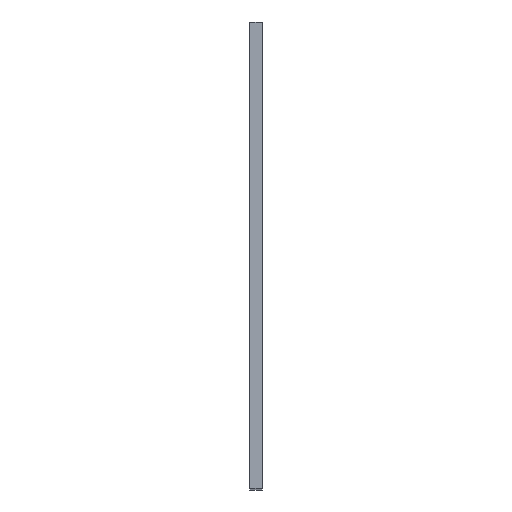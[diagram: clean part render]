
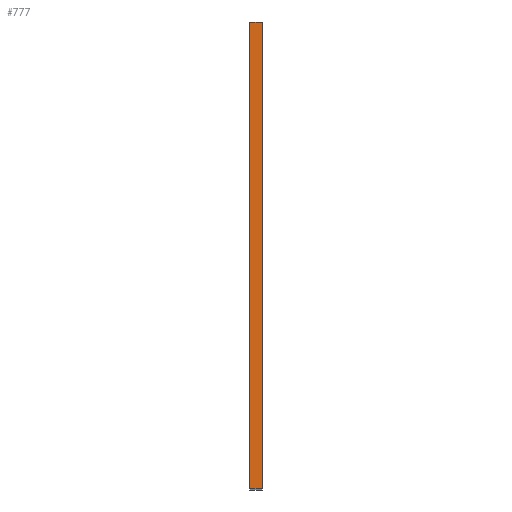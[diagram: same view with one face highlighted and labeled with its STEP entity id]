
A CAD part, top view. The second image highlights one B-rep face of the part: STEP entity #777.
In plain terms, the highlighted planar face has unit normal (0, 0, 1).
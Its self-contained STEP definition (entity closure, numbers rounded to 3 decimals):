
#7 = AXIS2_PLACEMENT_3D ( 'NONE', #388, #432, #431 ) ;
#38 = EDGE_CURVE ( 'NONE', #201, #218, #225, .T. ) ;
#48 = EDGE_CURVE ( 'NONE', #201, #239, #723, .T. ) ;
#53 = EDGE_CURVE ( 'NONE', #216, #218, #713, .T. ) ;
#72 = EDGE_CURVE ( 'NONE', #239, #216, #131, .T. ) ;
#128 = VECTOR ( 'NONE', #318, 1000. ) ;
#131 = LINE ( 'NONE', #466, #128 ) ;
#150 = EDGE_LOOP ( 'NONE', ( #748, #170, #152, #753 ) ) ;
#152 = ORIENTED_EDGE ( 'NONE', *, *, #72, .F. ) ;
#170 = ORIENTED_EDGE ( 'NONE', *, *, #53, .F. ) ;
#201 = VERTEX_POINT ( 'NONE', #541 ) ;
#216 = VERTEX_POINT ( 'NONE', #532 ) ;
#218 = VERTEX_POINT ( 'NONE', #530 ) ;
#225 = LINE ( 'NONE', #468, #233 ) ;
#233 = VECTOR ( 'NONE', #474, 1000. ) ;
#239 = VERTEX_POINT ( 'NONE', #526 ) ;
#275 = FACE_OUTER_BOUND ( 'NONE', #150, .T. ) ;
#318 = DIRECTION ( 'NONE',  ( 0., 1., 0. ) ) ;
#360 = DIRECTION ( 'NONE',  ( -1., 0., 0. ) ) ;
#380 = PLANE ( 'NONE',  #7 ) ;
#383 = CARTESIAN_POINT ( 'NONE',  ( 0., 45., 43.5 ) ) ;
#387 = DIRECTION ( 'NONE',  ( 1., 0., 0. ) ) ;
#388 = CARTESIAN_POINT ( 'NONE',  ( 1.2, 45., 43.5 ) ) ;
#418 = CARTESIAN_POINT ( 'NONE',  ( 1.2, 0., 43.5 ) ) ;
#431 = DIRECTION ( 'NONE',  ( -1., 0., 0. ) ) ;
#432 = DIRECTION ( 'NONE',  ( 0., 0., -1. ) ) ;
#466 = CARTESIAN_POINT ( 'NONE',  ( 0., 45., 43.5 ) ) ;
#468 = CARTESIAN_POINT ( 'NONE',  ( 1.2, 45., 43.5 ) ) ;
#474 = DIRECTION ( 'NONE',  ( 0., 1., 0. ) ) ;
#526 = CARTESIAN_POINT ( 'NONE',  ( 0., 0., 43.5 ) ) ;
#530 = CARTESIAN_POINT ( 'NONE',  ( 1.2, 45., 43.5 ) ) ;
#532 = CARTESIAN_POINT ( 'NONE',  ( 0., 45., 43.5 ) ) ;
#541 = CARTESIAN_POINT ( 'NONE',  ( 1.2, 0., 43.5 ) ) ;
#710 = VECTOR ( 'NONE', #387, 1000. ) ;
#713 = LINE ( 'NONE', #383, #710 ) ;
#717 = VECTOR ( 'NONE', #360, 1000. ) ;
#723 = LINE ( 'NONE', #418, #717 ) ;
#748 = ORIENTED_EDGE ( 'NONE', *, *, #38, .T. ) ;
#753 = ORIENTED_EDGE ( 'NONE', *, *, #48, .F. ) ;
#777 = ADVANCED_FACE ( 'NONE', ( #275 ), #380, .F. ) ;
